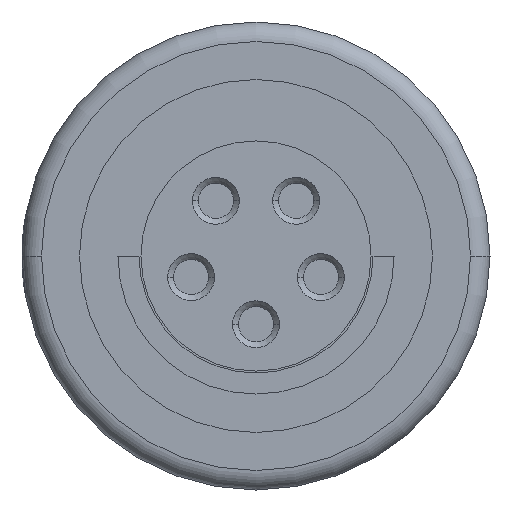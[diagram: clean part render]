
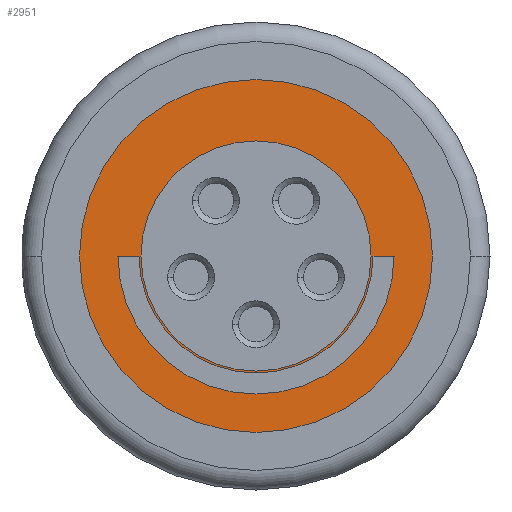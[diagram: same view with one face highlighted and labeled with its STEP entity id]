
A CAD part, left-side view. The second image highlights one B-rep face of the part: STEP entity #2951.
In plain terms, the highlighted planar face has unit normal (-1, 0, 0).
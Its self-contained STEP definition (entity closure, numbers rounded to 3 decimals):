
#50=CARTESIAN_POINT('',(0.,0.,0.));
#51=DIRECTION('',(-1.,0.,0.));
#52=DIRECTION('',(0.,1.,0.));
#53=AXIS2_PLACEMENT_3D('',#50,#51,#52);
#59=CARTESIAN_POINT('',(0.,0.,0.));
#60=DIRECTION('',(1.,0.,0.));
#61=DIRECTION('',(0.,1.,0.));
#62=AXIS2_PLACEMENT_3D('',#59,#60,#61);
#67=DIRECTION('',(0.,1.,0.));
#68=VECTOR('',#67,0.54);
#69=CARTESIAN_POINT('',(0.,-3.54,0.));
#70=LINE('',#69,#68);
#74=CARTESIAN_POINT('',(0.,0.,0.));
#75=DIRECTION('',(-1.,0.,0.));
#76=DIRECTION('',(0.,1.,0.));
#77=AXIS2_PLACEMENT_3D('',#74,#75,#76);
#82=DIRECTION('',(0.,1.,0.));
#83=VECTOR('',#82,0.54);
#84=CARTESIAN_POINT('',(0.,3.,0.));
#85=LINE('',#84,#83);
#89=CARTESIAN_POINT('',(0.,0.,0.));
#90=DIRECTION('',(-1.,0.,0.));
#91=DIRECTION('',(0.,1.,0.));
#92=AXIS2_PLACEMENT_3D('',#89,#90,#91);
#97=CARTESIAN_POINT('',(0.,0.,0.));
#98=DIRECTION('',(1.,0.,0.));
#99=DIRECTION('',(0.,0.,-1.));
#100=AXIS2_PLACEMENT_3D('',#97,#98,#99);
#105=CARTESIAN_POINT('',(0.,0.,0.));
#106=DIRECTION('',(1.,0.,0.));
#107=DIRECTION('',(0.,0.,1.));
#108=AXIS2_PLACEMENT_3D('',#105,#106,#107);
#2588=CARTESIAN_POINT('',(0.,0.,-2.95));
#2589=VERTEX_POINT('',#2588);
#2590=CARTESIAN_POINT('',(0.,0.,2.95));
#2591=VERTEX_POINT('',#2590);
#2789=CARTESIAN_POINT('',(0.,4.525,0.));
#2791=VERTEX_POINT('',#2789);
#2793=CARTESIAN_POINT('',(0.,-4.525,0.));
#2795=VERTEX_POINT('',#2793);
#2916=CARTESIAN_POINT('',(0.,-3.54,0.));
#2917=VERTEX_POINT('',#2916);
#2918=CARTESIAN_POINT('',(0.,-3.,0.));
#2919=VERTEX_POINT('',#2918);
#2920=CARTESIAN_POINT('',(0.,3.,0.));
#2921=VERTEX_POINT('',#2920);
#2922=CARTESIAN_POINT('',(0.,3.54,0.));
#2923=VERTEX_POINT('',#2922);
#2924=CARTESIAN_POINT('',(0.,0.,0.));
#2925=DIRECTION('',(1.,0.,0.));
#2926=DIRECTION('',(0.,0.,-1.));
#2927=AXIS2_PLACEMENT_3D('',#2924,#2925,#2926);
#2928=PLANE('',#2927);
#2930=ORIENTED_EDGE('',*,*,#2929,.F.);
#2932=ORIENTED_EDGE('',*,*,#2931,.T.);
#2933=EDGE_LOOP('',(#2930,#2932));
#2934=FACE_OUTER_BOUND('',#2933,.F.);
#2936=ORIENTED_EDGE('',*,*,#2935,.T.);
#2938=ORIENTED_EDGE('',*,*,#2937,.F.);
#2940=ORIENTED_EDGE('',*,*,#2939,.T.);
#2942=ORIENTED_EDGE('',*,*,#2941,.T.);
#2943=EDGE_LOOP('',(#2936,#2938,#2940,#2942));
#2944=FACE_BOUND('',#2943,.F.);
#2946=ORIENTED_EDGE('',*,*,#2945,.F.);
#2948=ORIENTED_EDGE('',*,*,#2947,.F.);
#2949=EDGE_LOOP('',(#2946,#2948));
#2950=FACE_BOUND('',#2949,.F.);
#54=CIRCLE('',#53,4.525);
#63=CIRCLE('',#62,4.525);
#78=CIRCLE('',#77,3.);
#93=CIRCLE('',#92,3.54);
#101=CIRCLE('',#100,2.95);
#109=CIRCLE('',#108,2.95);
#2929=EDGE_CURVE('',#2791,#2795,#54,.T.);
#2931=EDGE_CURVE('',#2791,#2795,#63,.T.);
#2935=EDGE_CURVE('',#2917,#2919,#70,.T.);
#2937=EDGE_CURVE('',#2921,#2919,#78,.T.);
#2939=EDGE_CURVE('',#2921,#2923,#85,.T.);
#2941=EDGE_CURVE('',#2923,#2917,#93,.T.);
#2945=EDGE_CURVE('',#2589,#2591,#101,.T.);
#2947=EDGE_CURVE('',#2591,#2589,#109,.T.);
#2951=ADVANCED_FACE('',(#2934,#2944,#2950),#2928,.F.);
